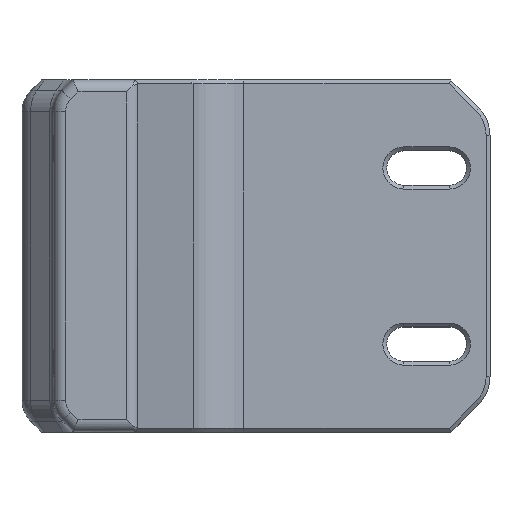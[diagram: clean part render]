
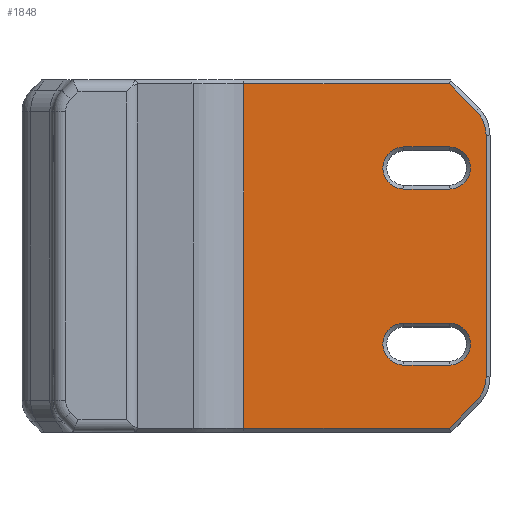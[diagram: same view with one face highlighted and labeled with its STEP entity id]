
A CAD part, top view. The second image highlights one B-rep face of the part: STEP entity #1848.
In plain terms, the highlighted planar face has unit normal (0, 0, 1).
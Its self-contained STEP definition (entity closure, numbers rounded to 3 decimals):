
#17=FACE_BOUND('',#400,.T.);
#18=FACE_BOUND('',#401,.T.);
#99=PLANE('',#2054);
#140=CIRCLE('',#1946,2.15);
#142=CIRCLE('',#1950,2.15);
#143=CIRCLE('',#1954,2.15);
#145=CIRCLE('',#1958,2.15);
#147=CIRCLE('',#1963,3.6);
#149=CIRCLE('',#1967,3.6);
#285=FACE_OUTER_BOUND('',#399,.T.);
#399=EDGE_LOOP('',(#1690,#1691,#1692,#1693,#1694,#1695,#1696,#1697));
#400=EDGE_LOOP('',(#1698,#1699,#1700,#1701));
#401=EDGE_LOOP('',(#1702,#1703,#1704,#1705));
#493=LINE('',#2891,#673);
#497=LINE('',#2902,#677);
#501=LINE('',#2912,#681);
#505=LINE('',#2923,#685);
#508=LINE('',#2932,#688);
#513=LINE('',#2945,#693);
#518=LINE('',#2958,#698);
#536=LINE('',#3007,#716);
#569=LINE('',#3109,#749);
#595=LINE('',#3167,#775);
#673=VECTOR('',#2296,10.);
#677=VECTOR('',#2308,10.);
#681=VECTOR('',#2320,10.);
#685=VECTOR('',#2332,10.);
#688=VECTOR('',#2343,10.);
#693=VECTOR('',#2356,10.);
#698=VECTOR('',#2369,10.);
#716=VECTOR('',#2425,10.);
#749=VECTOR('',#2552,10.);
#775=VECTOR('',#2618,10.);
#862=VERTEX_POINT('',#2888);
#863=VERTEX_POINT('',#2890);
#865=VERTEX_POINT('',#2895);
#866=VERTEX_POINT('',#2900);
#867=VERTEX_POINT('',#2909);
#868=VERTEX_POINT('',#2911);
#870=VERTEX_POINT('',#2916);
#871=VERTEX_POINT('',#2921);
#872=VERTEX_POINT('',#2930);
#873=VERTEX_POINT('',#2931);
#875=VERTEX_POINT('',#2938);
#877=VERTEX_POINT('',#2944);
#879=VERTEX_POINT('',#2950);
#881=VERTEX_POINT('',#2957);
#892=VERTEX_POINT('',#3003);
#893=VERTEX_POINT('',#3005);
#1051=EDGE_CURVE('',#862,#863,#493,.T.);
#1054=EDGE_CURVE('',#865,#862,#140,.T.);
#1057=EDGE_CURVE('',#866,#865,#497,.T.);
#1059=EDGE_CURVE('',#863,#866,#142,.T.);
#1062=EDGE_CURVE('',#867,#868,#501,.T.);
#1065=EDGE_CURVE('',#870,#867,#143,.T.);
#1068=EDGE_CURVE('',#871,#870,#505,.T.);
#1070=EDGE_CURVE('',#868,#871,#145,.T.);
#1072=EDGE_CURVE('',#872,#873,#508,.T.);
#1078=EDGE_CURVE('',#873,#875,#147,.T.);
#1079=EDGE_CURVE('',#875,#877,#513,.T.);
#1084=EDGE_CURVE('',#877,#879,#149,.T.);
#1086=EDGE_CURVE('',#879,#881,#518,.T.);
#1110=EDGE_CURVE('',#893,#892,#536,.T.);
#1161=EDGE_CURVE('',#892,#872,#569,.T.);
#1189=EDGE_CURVE('',#881,#893,#595,.T.);
#1690=ORIENTED_EDGE('',*,*,#1161,.F.);
#1691=ORIENTED_EDGE('',*,*,#1110,.F.);
#1692=ORIENTED_EDGE('',*,*,#1189,.F.);
#1693=ORIENTED_EDGE('',*,*,#1086,.F.);
#1694=ORIENTED_EDGE('',*,*,#1084,.F.);
#1695=ORIENTED_EDGE('',*,*,#1079,.F.);
#1696=ORIENTED_EDGE('',*,*,#1078,.F.);
#1697=ORIENTED_EDGE('',*,*,#1072,.F.);
#1698=ORIENTED_EDGE('',*,*,#1051,.F.);
#1699=ORIENTED_EDGE('',*,*,#1054,.F.);
#1700=ORIENTED_EDGE('',*,*,#1057,.F.);
#1701=ORIENTED_EDGE('',*,*,#1059,.F.);
#1702=ORIENTED_EDGE('',*,*,#1062,.F.);
#1703=ORIENTED_EDGE('',*,*,#1065,.F.);
#1704=ORIENTED_EDGE('',*,*,#1068,.F.);
#1705=ORIENTED_EDGE('',*,*,#1070,.F.);
#1848=ADVANCED_FACE('',(#285,#17,#18),#99,.T.);
#1946=AXIS2_PLACEMENT_3D('',#2897,#2301,#2302);
#1950=AXIS2_PLACEMENT_3D('',#2905,#2312,#2313);
#1954=AXIS2_PLACEMENT_3D('',#2918,#2325,#2326);
#1958=AXIS2_PLACEMENT_3D('',#2926,#2336,#2337);
#1963=AXIS2_PLACEMENT_3D('',#2942,#2352,#2353);
#1967=AXIS2_PLACEMENT_3D('',#2954,#2364,#2365);
#2054=AXIS2_PLACEMENT_3D('',#3166,#2616,#2617);
#2296=DIRECTION('',(-1.,0.,0.));
#2301=DIRECTION('center_axis',(0.,0.,
1.));
#2302=DIRECTION('ref_axis',(1.,0.,0.));
#2308=DIRECTION('',(1.,0.,0.));
#2312=DIRECTION('center_axis',(0.,0.,
1.));
#2313=DIRECTION('ref_axis',(-1.,0.,0.));
#2320=DIRECTION('',(1.,0.,0.));
#2325=DIRECTION('center_axis',(0.,0.,
1.));
#2326=DIRECTION('ref_axis',(-1.,0.,0.));
#2332=DIRECTION('',(-1.,0.,0.));
#2336=DIRECTION('center_axis',(0.,0.,
1.));
#2337=DIRECTION('ref_axis',(1.,0.,0.));
#2343=DIRECTION('',(0.707,-0.707,0.));
#2352=DIRECTION('center_axis',(0.,0.,
-1.));
#2353=DIRECTION('ref_axis',(0.924,0.383,0.));
#2356=DIRECTION('',(0.,-1.,0.));
#2364=DIRECTION('center_axis',(0.,0.,
-1.));
#2365=DIRECTION('ref_axis',(0.924,-0.383,0.));
#2369=DIRECTION('',(-0.707,-0.707,0.));
#2425=DIRECTION('',(0.,1.,0.));
#2552=DIRECTION('',(1.,0.,0.));
#2616=DIRECTION('center_axis',(0.,0.,
1.));
#2617=DIRECTION('ref_axis',(-1.,0.,0.));
#2618=DIRECTION('',(-1.,0.,0.));
#2888=CARTESIAN_POINT('',(487.828,95.421,30.196));
#2890=CARTESIAN_POINT('',(483.178,95.421,30.196));
#2891=CARTESIAN_POINT('',(477.868,95.421,30.196));
#2895=CARTESIAN_POINT('',(487.828,91.121,30.196));
#2897=CARTESIAN_POINT('Origin',(487.828,93.271,30.196));
#2900=CARTESIAN_POINT('',(483.178,91.121,30.196));
#2902=CARTESIAN_POINT('',(480.193,91.121,30.196));
#2905=CARTESIAN_POINT('Origin',(483.178,93.271,30.196));
#2909=CARTESIAN_POINT('',(483.178,109.121,30.196));
#2911=CARTESIAN_POINT('',(487.828,109.121,30.196));
#2912=CARTESIAN_POINT('',(480.193,109.121,30.196));
#2916=CARTESIAN_POINT('',(483.178,113.421,30.196));
#2918=CARTESIAN_POINT('Origin',(483.178,111.271,30.196));
#2921=CARTESIAN_POINT('',(487.828,113.421,30.196));
#2923=CARTESIAN_POINT('',(477.868,113.421,30.196));
#2926=CARTESIAN_POINT('Origin',(487.828,111.271,30.196));
#2930=CARTESIAN_POINT('',(487.813,119.871,30.196));
#2931=CARTESIAN_POINT('',(490.524,117.16,30.196));
#2932=CARTESIAN_POINT('',(489.34,118.343,30.196));
#2938=CARTESIAN_POINT('',(491.578,114.614,30.196));
#2942=CARTESIAN_POINT('Origin',(487.978,114.614,30.196));
#2944=CARTESIAN_POINT('',(491.578,89.928,30.196));
#2945=CARTESIAN_POINT('',(491.578,94.471,30.196));
#2950=CARTESIAN_POINT('',(490.524,87.382,30.196));
#2954=CARTESIAN_POINT('Origin',(487.978,89.928,30.196));
#2957=CARTESIAN_POINT('',(487.813,84.671,30.196));
#2958=CARTESIAN_POINT('',(489.34,86.199,30.196));
#3003=CARTESIAN_POINT('',(466.816,119.871,30.196));
#3005=CARTESIAN_POINT('',(466.816,84.671,30.196));
#3007=CARTESIAN_POINT('',(466.816,94.471,30.196));
#3109=CARTESIAN_POINT('',(482.268,119.871,30.196));
#3166=CARTESIAN_POINT('Origin',(469.558,102.271,30.196));
#3167=CARTESIAN_POINT('',(462.848,84.671,30.196));
